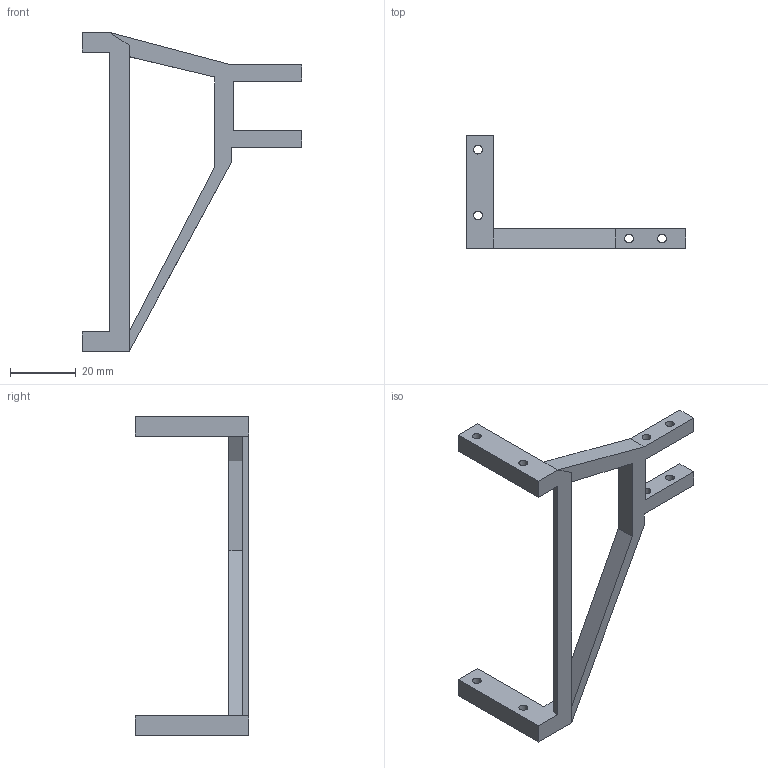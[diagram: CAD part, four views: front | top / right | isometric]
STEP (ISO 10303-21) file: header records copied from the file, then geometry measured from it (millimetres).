
FILE_DESCRIPTION(/* description */ ('Unknown'),/* implementation_level */ '2;1');
FILE_NAME(/* name */ 'BoxConnectedMotor04',/* time_stamp */ '2023-04-29T18:53:36+01:00',/* author */ ('Unknown'),/* organization */ ('Unknown'),/* preprocessor_version */ 'ST-DEVELOPER v18.102',/* originating_system */ 'Solid Edge',/* authorisation */ 'Unknown');
FILE_SCHEMA (('AUTOMOTIVE_DESIGN {1 0 10303 214 3 1 1}'));
Length unit declared in the file: millimetre
Products named in the file (1): BoxConnectedMotor04
Bounding box: 66.8 x 34.42 x 97 mm (x, y, z)
Volume: 8942.1 mm3; surface area: 7364.9 mm2
Topology: 1 solids, 1 shells, 40 faces, 123 edges, 83 vertices
Faces by surface type: plane 32, cylinder 8
Full cylindrical faces by diameter (mm): 2.7 x8
Entity records: 1321 total; most frequent: CARTESIAN_POINT 223, ORIENTED_EDGE 214, DIRECTION 205, EDGE_CURVE 107, LINE 91, VECTOR 91, VERTEX_POINT 75, EDGE_LOOP 64
